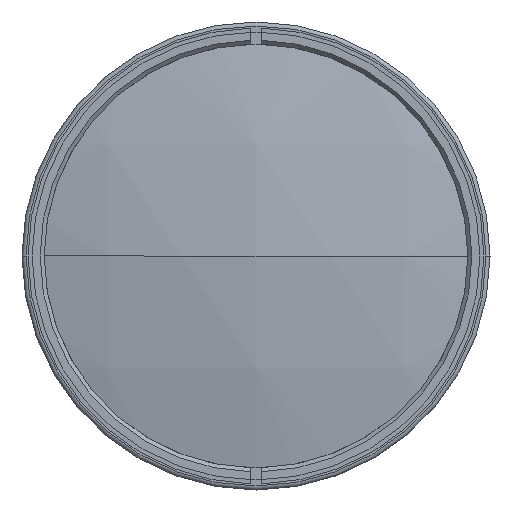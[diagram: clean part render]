
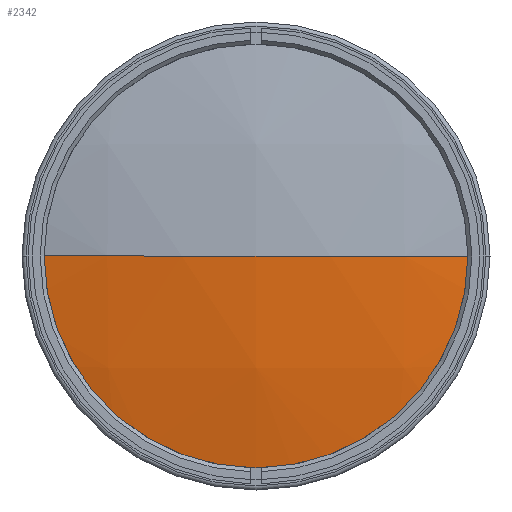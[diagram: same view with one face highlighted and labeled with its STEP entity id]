
A CAD part, left-side view. The second image highlights one B-rep face of the part: STEP entity #2342.
In plain terms, the highlighted spherical face has radius 252 mm.
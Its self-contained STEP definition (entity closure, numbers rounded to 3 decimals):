
#57 = DIRECTION ( 'NONE',  ( 0., 1., 0. ) ) ;
#64 = CARTESIAN_POINT ( 'NONE',  ( -226.429, 55., 0. ) ) ;
#97 = FACE_OUTER_BOUND ( 'NONE', #1945, .T. ) ;
#127 = VERTEX_POINT ( 'NONE', #64 ) ;
#136 = AXIS2_PLACEMENT_3D ( 'NONE', #356, #2667, #1030 ) ;
#275 = AXIS2_PLACEMENT_3D ( 'NONE', #288, #2424, #57 ) ;
#288 = CARTESIAN_POINT ( 'NONE',  ( 19.496, 0., 0. ) ) ;
#356 = CARTESIAN_POINT ( 'NONE',  ( 19.496, 0., 0. ) ) ;
#416 = CARTESIAN_POINT ( 'NONE',  ( -232.504, 0., 0. ) ) ;
#437 = DIRECTION ( 'NONE',  ( 0., -1., 0. ) ) ;
#460 = CIRCLE ( 'NONE', #1687, 55. ) ;
#464 = DIRECTION ( 'NONE',  ( 0., 0., 1. ) ) ;
#528 = CIRCLE ( 'NONE', #916, 252. ) ;
#916 = AXIS2_PLACEMENT_3D ( 'NONE', #2793, #464, #437 ) ;
#946 = EDGE_CURVE ( 'NONE', #127, #2994, #528, .T. ) ;
#1030 = DIRECTION ( 'NONE',  ( 0., 1., 0. ) ) ;
#1143 = CARTESIAN_POINT ( 'NONE',  ( -226.429, -55., 0. ) ) ;
#1361 = EDGE_CURVE ( 'NONE', #2106, #2994, #2887, .T. ) ;
#1442 = ORIENTED_EDGE ( 'NONE', *, *, #1361, .T. ) ;
#1687 = AXIS2_PLACEMENT_3D ( 'NONE', #1806, #2532, #2062 ) ;
#1806 = CARTESIAN_POINT ( 'NONE',  ( -226.429, 0., 0. ) ) ;
#1945 = EDGE_LOOP ( 'NONE', ( #2405, #1442, #2998 ) ) ;
#1999 = SPHERICAL_SURFACE ( 'NONE', #136, 252. ) ;
#2062 = DIRECTION ( 'NONE',  ( 0., 0., 1. ) ) ;
#2106 = VERTEX_POINT ( 'NONE', #1143 ) ;
#2342 = ADVANCED_FACE ( 'NONE', ( #97 ), #1999, .T. ) ;
#2405 = ORIENTED_EDGE ( 'NONE', *, *, #3054, .T. ) ;
#2424 = DIRECTION ( 'NONE',  ( 0., 0., -1. ) ) ;
#2532 = DIRECTION ( 'NONE',  ( -1., 0., 0. ) ) ;
#2667 = DIRECTION ( 'NONE',  ( 0., 0., -1. ) ) ;
#2793 = CARTESIAN_POINT ( 'NONE',  ( 19.496, 0., 0. ) ) ;
#2887 = CIRCLE ( 'NONE', #275, 252. ) ;
#2994 = VERTEX_POINT ( 'NONE', #416 ) ;
#2998 = ORIENTED_EDGE ( 'NONE', *, *, #946, .F. ) ;
#3054 = EDGE_CURVE ( 'NONE', #127, #2106, #460, .T. ) ;
